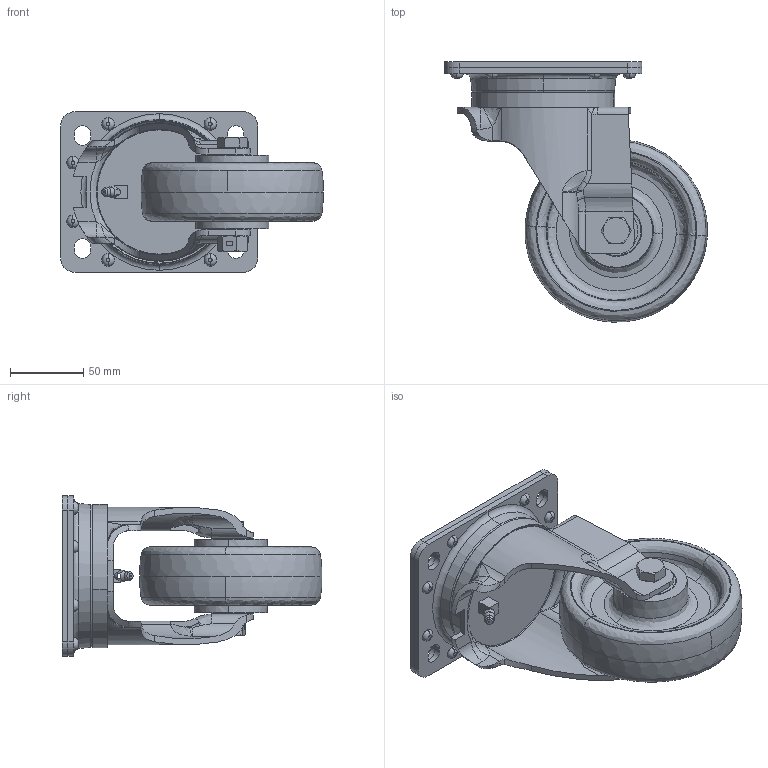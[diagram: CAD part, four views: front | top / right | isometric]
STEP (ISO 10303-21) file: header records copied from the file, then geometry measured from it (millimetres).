
FILE_DESCRIPTION (( 'STEP AP214' ), '1' );
FILE_NAME ('0014550.step', '2023-01-19T13:06:47', ( '' ), ( '' ), 'SwSTEP 2.0', 'SolidWorks 2020', '' );
FILE_SCHEMA (( 'AUTOMOTIVE_DESIGN' ));
Length unit declared in the file: millimetre
Products named in the file (1): 0014550
Bounding box: 179.9 x 177.9 x 110 mm (x, y, z)
Surface area: 136491.9 mm2 (no closed solid volume)
Topology: 0 solids, 15 shells, 374 faces, 966 edges, 616 vertices
Faces by surface type: plane 123, cylinder 117, bspline 54, torus 41, cone 36, sphere 3
Entity records: 18672 total; most frequent: CARTESIAN_POINT 5874, DIRECTION 1828, ORIENTED_EDGE 1707, EDGE_CURVE 947, AXIS2_PLACEMENT_3D 742, VERTEX_POINT 614, EDGE_LOOP 425, CIRCLE 421
